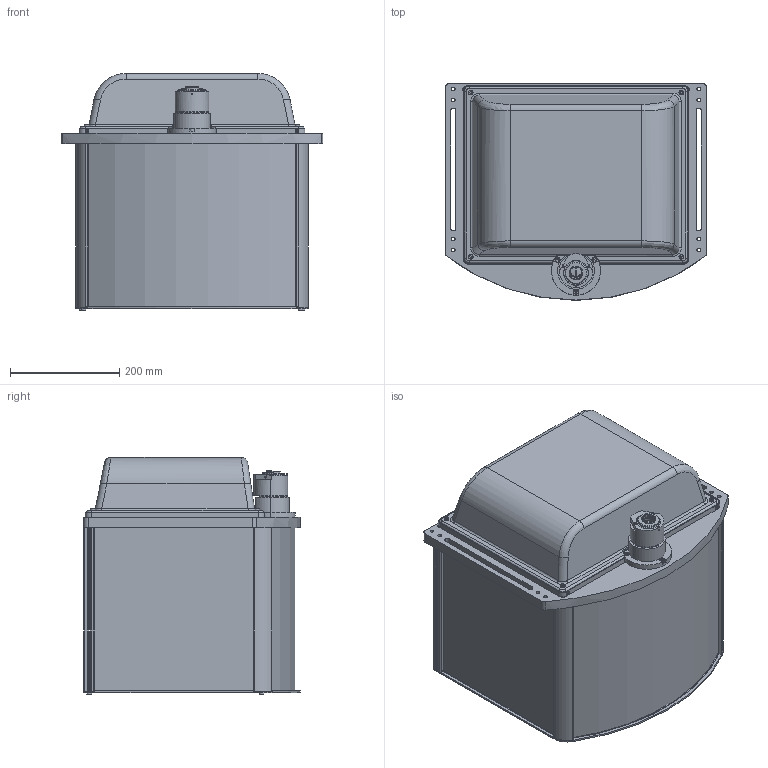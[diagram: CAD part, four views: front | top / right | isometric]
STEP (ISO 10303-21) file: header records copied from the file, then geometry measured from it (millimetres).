
FILE_DESCRIPTION (( 'STEP AP203' ), '1' );
FILE_NAME ('DP28563_TCCP12260.step', '2019-09-26T08:48:22', ( '' ), ( '' ), 'SwSTEP 2.0', 'SolidWorks 2018', '' );
FILE_SCHEMA (( 'CONFIG_CONTROL_DESIGN' ));
Length unit declared in the file: millimetre
Products named in the file (2): DP28563_TCCP12260
Bounding box: 480 x 396.7 x 434.5 mm (x, y, z)
Surface area: 1180742.6 mm2 (no closed solid volume)
Topology: 0 solids, 88 shells, 442 faces, 1722 edges, 1357 vertices
Faces by surface type: plane 201, cylinder 172, cone 35, torus 24, bspline 8, sphere 2
Entity records: 18733 total; most frequent: CARTESIAN_POINT 4027, DIRECTION 3224, ORIENTED_EDGE 2367, EDGE_CURVE 1722, VERTEX_POINT 1357, AXIS2_PLACEMENT_3D 1104, LINE 1016, VECTOR 1016
